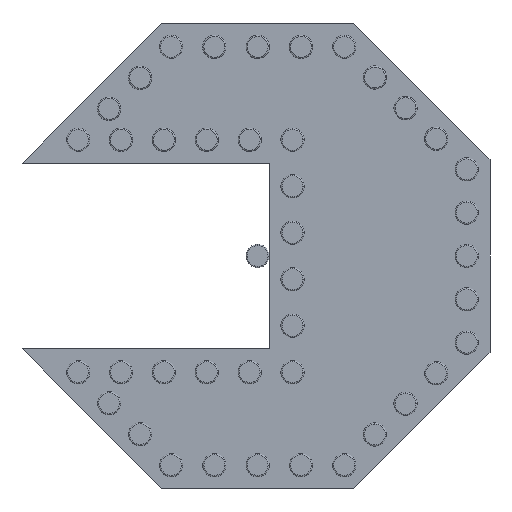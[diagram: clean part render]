
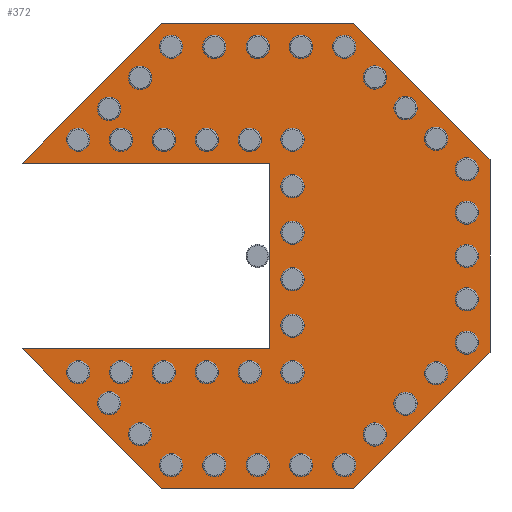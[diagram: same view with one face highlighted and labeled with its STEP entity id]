
A CAD part, front view. The second image highlights one B-rep face of the part: STEP entity #372.
In plain terms, the highlighted planar face has unit normal (0, -1, 0).
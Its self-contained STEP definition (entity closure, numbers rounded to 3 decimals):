
#32=CARTESIAN_POINT('',(20.,0.,8.284));
#33=VERTEX_POINT('',#32);
#34=CARTESIAN_POINT('',(20.,0.,-8.284));
#35=VERTEX_POINT('',#34);
#36=CARTESIAN_POINT('',(20.,0.,8.284));
#37=DIRECTION('',(0.,0.,-1.));
#38=VECTOR('',#37,16.569);
#39=LINE('',#36,#38);
#40=EDGE_CURVE('',#33,#35,#39,.T.);
#72=CARTESIAN_POINT('',(8.284,0.,-20.));
#73=VERTEX_POINT('',#72);
#74=CARTESIAN_POINT('',(20.,0.,-8.284));
#75=DIRECTION('',(-0.707,0.,-0.707));
#76=VECTOR('',#75,16.569);
#77=LINE('',#74,#76);
#78=EDGE_CURVE('',#35,#73,#77,.T.);
#103=CARTESIAN_POINT('',(-8.284,0.,-20.));
#104=VERTEX_POINT('',#103);
#105=CARTESIAN_POINT('',(8.284,0.,-20.));
#106=DIRECTION('',(-1.,0.,0.));
#107=VECTOR('',#106,16.569);
#108=LINE('',#105,#107);
#109=EDGE_CURVE('',#73,#104,#108,.T.);
#134=CARTESIAN_POINT('',(-20.284,0.,-8.));
#135=VERTEX_POINT('',#134);
#136=CARTESIAN_POINT('',(-8.284,0.,-20.));
#137=DIRECTION('',(-0.707,0.,0.707));
#138=VECTOR('',#137,16.971);
#139=LINE('',#136,#138);
#140=EDGE_CURVE('',#104,#135,#139,.T.);
#165=CARTESIAN_POINT('',(1.,0.,-8.));
#166=VERTEX_POINT('',#165);
#167=CARTESIAN_POINT('',(-20.284,0.,-8.));
#168=DIRECTION('',(1.,0.,-0.));
#169=VECTOR('',#168,21.284);
#170=LINE('',#167,#169);
#171=EDGE_CURVE('',#135,#166,#170,.T.);
#196=CARTESIAN_POINT('',(1.,0.,8.));
#197=VERTEX_POINT('',#196);
#198=CARTESIAN_POINT('',(1.,0.,-8.));
#199=DIRECTION('',(-0.,0.,1.));
#200=VECTOR('',#199,16.);
#201=LINE('',#198,#200);
#202=EDGE_CURVE('',#166,#197,#201,.T.);
#227=CARTESIAN_POINT('',(-20.284,0.,8.));
#228=VERTEX_POINT('',#227);
#229=CARTESIAN_POINT('',(1.,0.,8.));
#230=DIRECTION('',(-1.,0.,-0.));
#231=VECTOR('',#230,21.284);
#232=LINE('',#229,#231);
#233=EDGE_CURVE('',#197,#228,#232,.T.);
#258=CARTESIAN_POINT('',(-8.284,0.,20.));
#259=VERTEX_POINT('',#258);
#260=CARTESIAN_POINT('',(-20.284,0.,8.));
#261=DIRECTION('',(0.707,0.,0.707));
#262=VECTOR('',#261,16.971);
#263=LINE('',#260,#262);
#264=EDGE_CURVE('',#228,#259,#263,.T.);
#289=CARTESIAN_POINT('',(8.284,0.,20.));
#290=VERTEX_POINT('',#289);
#291=CARTESIAN_POINT('',(-8.284,0.,20.));
#292=DIRECTION('',(1.,0.,-0.));
#293=VECTOR('',#292,16.569);
#294=LINE('',#291,#293);
#295=EDGE_CURVE('',#259,#290,#294,.T.);
#320=CARTESIAN_POINT('',(8.284,0.,20.));
#321=DIRECTION('',(0.707,0.,-0.707));
#322=VECTOR('',#321,16.569);
#323=LINE('',#320,#322);
#324=EDGE_CURVE('',#290,#33,#323,.T.);
#355=CARTESIAN_POINT('',(0.,0.,0.));
#356=DIRECTION('',(0.,1.,0.));
#357=DIRECTION('',(-1.,0.,0.));
#358=AXIS2_PLACEMENT_3D('',#355,#356,#357);
#359=PLANE('',#358);
#360=ORIENTED_EDGE('',*,*,#40,.F.);
#361=ORIENTED_EDGE('',*,*,#324,.F.);
#362=ORIENTED_EDGE('',*,*,#295,.F.);
#363=ORIENTED_EDGE('',*,*,#264,.F.);
#364=ORIENTED_EDGE('',*,*,#233,.F.);
#365=ORIENTED_EDGE('',*,*,#202,.F.);
#366=ORIENTED_EDGE('',*,*,#171,.F.);
#367=ORIENTED_EDGE('',*,*,#140,.F.);
#368=ORIENTED_EDGE('',*,*,#109,.F.);
#369=ORIENTED_EDGE('',*,*,#78,.F.);
#370=EDGE_LOOP('',(#360,#361,#362,#363,#364,#365,#366,#367,#368,#369));
#371=FACE_BOUND('',#370,.T.);
#372=ADVANCED_FACE('',(#371),#359,.F.);
